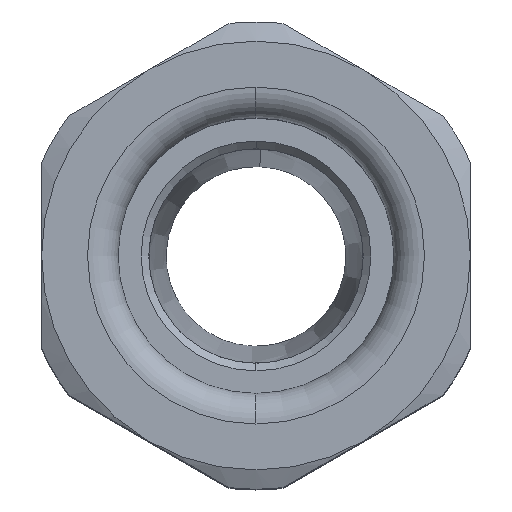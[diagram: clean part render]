
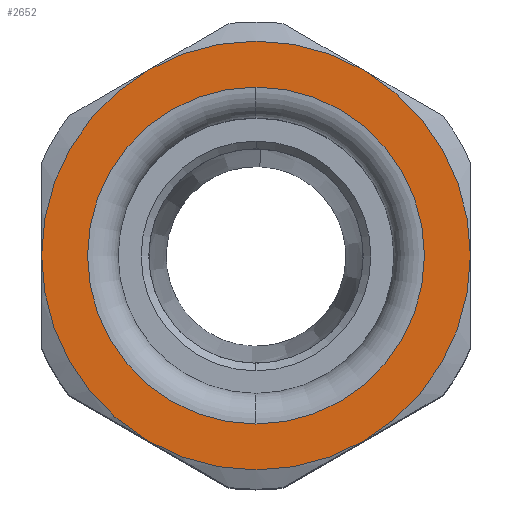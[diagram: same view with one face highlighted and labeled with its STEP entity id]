
A CAD part, top view. The second image highlights one B-rep face of the part: STEP entity #2652.
In plain terms, the highlighted planar face has unit normal (0, 0, 1).
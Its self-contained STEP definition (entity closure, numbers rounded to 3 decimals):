
#1606=AXIS2_PLACEMENT_3D('Circle Axis2P3D',#1604,#1605,$) ;
#1662=AXIS2_PLACEMENT_3D('Circle Axis2P3D',#1660,#1661,$) ;
#1738=AXIS2_PLACEMENT_3D('Circle Axis2P3D',#1736,#1737,$) ;
#1816=AXIS2_PLACEMENT_3D('Circle Axis2P3D',#1814,#1815,$) ;
#1898=AXIS2_PLACEMENT_3D('Circle Axis2P3D',#1896,#1897,$) ;
#1976=AXIS2_PLACEMENT_3D('Circle Axis2P3D',#1974,#1975,$) ;
#2014=AXIS2_PLACEMENT_3D('Circle Axis2P3D',#2012,#2013,$) ;
#2136=AXIS2_PLACEMENT_3D('Circle Axis2P3D',#2134,#2135,$) ;
#2622=AXIS2_PLACEMENT_3D('Plane Axis2P3D',#2619,#2620,#2621) ;
#2636=AXIS2_PLACEMENT_3D('Circle Axis2P3D',#2634,#2635,$) ;
#2645=AXIS2_PLACEMENT_3D('Circle Axis2P3D',#2643,#2644,$) ;
#1604=CARTESIAN_POINT('Axis2P3D Location',(14.,15.25,53.75)) ;
#1608=CARTESIAN_POINT('Vertex',(6.716,3.294,53.75)) ;
#1610=CARTESIAN_POINT('Vertex',(7.,3.126,53.75)) ;
#1660=CARTESIAN_POINT('Axis2P3D Location',(14.,15.25,53.75)) ;
#1664=CARTESIAN_POINT('Vertex',(21.284,27.206,53.75)) ;
#1666=CARTESIAN_POINT('Vertex',(21.,27.374,53.75)) ;
#1736=CARTESIAN_POINT('Axis2P3D Location',(14.,15.25,53.75)) ;
#1740=CARTESIAN_POINT('Vertex',(28.,15.25,53.75)) ;
#1809=CARTESIAN_POINT('Vertex',(7.,27.374,53.75)) ;
#1814=CARTESIAN_POINT('Axis2P3D Location',(14.,15.25,53.75)) ;
#1891=CARTESIAN_POINT('Vertex',(0.,15.25,53.75)) ;
#1896=CARTESIAN_POINT('Axis2P3D Location',(14.,15.25,53.75)) ;
#1974=CARTESIAN_POINT('Axis2P3D Location',(14.,15.25,53.75)) ;
#2007=CARTESIAN_POINT('Vertex',(21.,3.126,53.75)) ;
#2012=CARTESIAN_POINT('Axis2P3D Location',(14.,15.25,53.75)) ;
#2134=CARTESIAN_POINT('Axis2P3D Location',(14.,15.25,53.75)) ;
#2619=CARTESIAN_POINT('Axis2P3D Location',(14.,15.25,53.75)) ;
#2634=CARTESIAN_POINT('Axis2P3D Location',(14.,15.25,53.75)) ;
#2638=CARTESIAN_POINT('Vertex',(14.,26.25,53.75)) ;
#2640=CARTESIAN_POINT('Vertex',(14.,4.25,53.75)) ;
#2643=CARTESIAN_POINT('Axis2P3D Location',(14.,15.25,53.75)) ;
#1605=DIRECTION('Axis2P3D Direction',(0.,0.,-1.)) ;
#1661=DIRECTION('Axis2P3D Direction',(0.,0.,-1.)) ;
#1737=DIRECTION('Axis2P3D Direction',(0.,0.,-1.)) ;
#1815=DIRECTION('Axis2P3D Direction',(0.,0.,-1.)) ;
#1897=DIRECTION('Axis2P3D Direction',(0.,0.,-1.)) ;
#1975=DIRECTION('Axis2P3D Direction',(0.,0.,-1.)) ;
#2013=DIRECTION('Axis2P3D Direction',(0.,0.,-1.)) ;
#2135=DIRECTION('Axis2P3D Direction',(0.,0.,-1.)) ;
#2620=DIRECTION('Axis2P3D Direction',(0.,0.,-1.)) ;
#2621=DIRECTION('Axis2P3D XDirection',(0.,1.,0.)) ;
#2635=DIRECTION('Axis2P3D Direction',(0.,0.,-1.)) ;
#2644=DIRECTION('Axis2P3D Direction',(0.,0.,-1.)) ;
#2625=ORIENTED_EDGE('',*,*,#2138,.T.) ;
#2626=ORIENTED_EDGE('',*,*,#1742,.T.) ;
#2627=ORIENTED_EDGE('',*,*,#1668,.T.) ;
#2628=ORIENTED_EDGE('',*,*,#1818,.T.) ;
#2629=ORIENTED_EDGE('',*,*,#1900,.T.) ;
#2630=ORIENTED_EDGE('',*,*,#1978,.T.) ;
#2631=ORIENTED_EDGE('',*,*,#1612,.T.) ;
#2632=ORIENTED_EDGE('',*,*,#2016,.T.) ;
#2649=ORIENTED_EDGE('',*,*,#2642,.F.) ;
#2650=ORIENTED_EDGE('',*,*,#2647,.F.) ;
#2651=FACE_BOUND('',#2648,.T.) ;
#2652=ADVANCED_FACE('A2LF_20_Entry body_1/2NPT.1\\Koerper.2',(#2633,#2651),#2623,.F.) ;
#1607=CIRCLE('generated circle',#1606,14.) ;
#1663=CIRCLE('generated circle',#1662,14.) ;
#1739=CIRCLE('generated circle',#1738,14.) ;
#1817=CIRCLE('generated circle',#1816,14.) ;
#1899=CIRCLE('generated circle',#1898,14.) ;
#1977=CIRCLE('generated circle',#1976,14.) ;
#2015=CIRCLE('generated circle',#2014,14.) ;
#2137=CIRCLE('generated circle',#2136,14.) ;
#2637=CIRCLE('generated circle',#2636,11.) ;
#2646=CIRCLE('generated circle',#2645,11.) ;
#1612=EDGE_CURVE('',#1609,#1611,#1607,.F.) ;
#1668=EDGE_CURVE('',#1665,#1667,#1663,.F.) ;
#1742=EDGE_CURVE('',#1741,#1665,#1739,.F.) ;
#1818=EDGE_CURVE('',#1667,#1810,#1817,.F.) ;
#1900=EDGE_CURVE('',#1810,#1892,#1899,.F.) ;
#1978=EDGE_CURVE('',#1892,#1609,#1977,.F.) ;
#2016=EDGE_CURVE('',#1611,#2008,#2015,.F.) ;
#2138=EDGE_CURVE('',#2008,#1741,#2137,.F.) ;
#2642=EDGE_CURVE('',#2639,#2641,#2637,.F.) ;
#2647=EDGE_CURVE('',#2641,#2639,#2646,.F.) ;
#2624=EDGE_LOOP('',(#2625,#2626,#2627,#2628,#2629,#2630,#2631,#2632)) ;
#2648=EDGE_LOOP('',(#2649,#2650)) ;
#2633=FACE_OUTER_BOUND('',#2624,.T.) ;
#2623=PLANE('',#2622) ;
#1609=VERTEX_POINT('',#1608) ;
#1611=VERTEX_POINT('',#1610) ;
#1665=VERTEX_POINT('',#1664) ;
#1667=VERTEX_POINT('',#1666) ;
#1741=VERTEX_POINT('',#1740) ;
#1810=VERTEX_POINT('',#1809) ;
#1892=VERTEX_POINT('',#1891) ;
#2008=VERTEX_POINT('',#2007) ;
#2639=VERTEX_POINT('',#2638) ;
#2641=VERTEX_POINT('',#2640) ;
